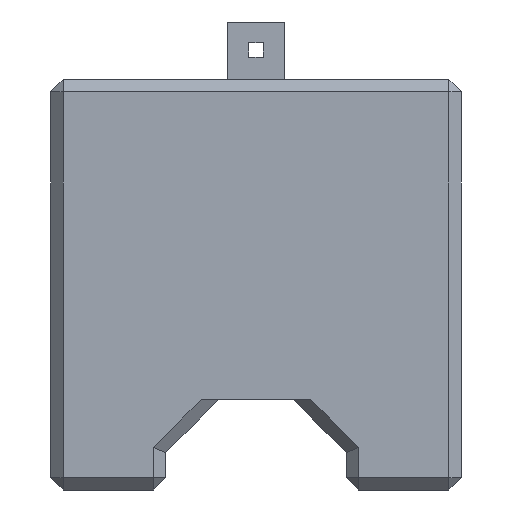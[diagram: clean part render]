
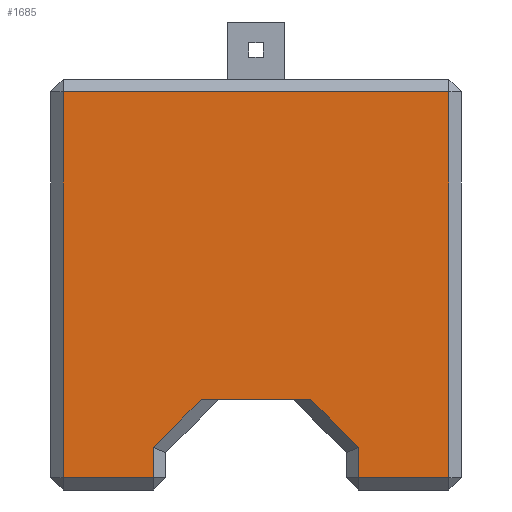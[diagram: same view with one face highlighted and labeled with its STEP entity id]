
A CAD part, left-side view. The second image highlights one B-rep face of the part: STEP entity #1685.
In plain terms, the highlighted planar face has unit normal (-1, 0, 0).
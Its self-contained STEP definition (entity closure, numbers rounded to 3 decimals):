
#2 = DIRECTION ( 'NONE',  ( 0., 1., 0. ) ) ;
#23 = VERTEX_POINT ( 'NONE', #791 ) ;
#51 = CARTESIAN_POINT ( 'NONE',  ( 0., 12.5, 5.178 ) ) ;
#61 = LINE ( 'NONE', #772, #2235 ) ;
#73 = CARTESIAN_POINT ( 'NONE',  ( 0., 1.5, 1.5 ) ) ;
#75 = EDGE_CURVE ( 'NONE', #23, #1023, #1017, .T. ) ;
#87 = VERTEX_POINT ( 'NONE', #475 ) ;
#119 = CARTESIAN_POINT ( 'NONE',  ( 0., 1.5, 48.5 ) ) ;
#165 = DIRECTION ( 'NONE',  ( 0., 0., -1. ) ) ;
#166 = DIRECTION ( 'NONE',  ( 0., -0.707, 0.707 ) ) ;
#182 = LINE ( 'NONE', #1998, #1667 ) ;
#190 = LINE ( 'NONE', #1619, #1835 ) ;
#213 = VERTEX_POINT ( 'NONE', #372 ) ;
#262 = DIRECTION ( 'NONE',  ( 0., -1., 0. ) ) ;
#270 = VERTEX_POINT ( 'NONE', #1639 ) ;
#273 = LINE ( 'NONE', #2069, #2158 ) ;
#300 = ORIENTED_EDGE ( 'NONE', *, *, #794, .T. ) ;
#306 = ORIENTED_EDGE ( 'NONE', *, *, #75, .T. ) ;
#320 = EDGE_CURVE ( 'NONE', #1465, #1981, #2336, .T. ) ;
#356 = CARTESIAN_POINT ( 'NONE',  ( 0., 48.5, 48.5 ) ) ;
#372 = CARTESIAN_POINT ( 'NONE',  ( 0., 31.678, 11. ) ) ;
#475 = CARTESIAN_POINT ( 'NONE',  ( 0., 37.5, 5.178 ) ) ;
#491 = VERTEX_POINT ( 'NONE', #51 ) ;
#495 = EDGE_CURVE ( 'NONE', #1577, #87, #61, .T. ) ;
#497 = DIRECTION ( 'NONE',  ( 1., 0., 0. ) ) ;
#505 = VERTEX_POINT ( 'NONE', #1641 ) ;
#528 = DIRECTION ( 'NONE',  ( 0., -0.707, -0.707 ) ) ;
#550 = CARTESIAN_POINT ( 'NONE',  ( 0., 1.5, 50. ) ) ;
#563 = EDGE_CURVE ( 'NONE', #1981, #505, #1210, .T. ) ;
#678 = DIRECTION ( 'NONE',  ( 0., 1., 0. ) ) ;
#709 = LINE ( 'NONE', #1793, #1598 ) ;
#732 = ORIENTED_EDGE ( 'NONE', *, *, #1681, .T. ) ;
#759 = ORIENTED_EDGE ( 'NONE', *, *, #882, .F. ) ;
#771 = EDGE_CURVE ( 'NONE', #505, #1577, #273, .T. ) ;
#772 = CARTESIAN_POINT ( 'NONE',  ( 0., 37.5, 50. ) ) ;
#788 = ORIENTED_EDGE ( 'NONE', *, *, #495, .T. ) ;
#791 = CARTESIAN_POINT ( 'NONE',  ( 0., 12.5, 1.5 ) ) ;
#794 = EDGE_CURVE ( 'NONE', #1023, #1465, #1626, .T. ) ;
#864 = CARTESIAN_POINT ( 'NONE',  ( 0., 0., 48.5 ) ) ;
#869 = PLANE ( 'NONE',  #2171 ) ;
#882 = EDGE_CURVE ( 'NONE', #270, #213, #182, .T. ) ;
#1017 = LINE ( 'NONE', #1209, #2156 ) ;
#1023 = VERTEX_POINT ( 'NONE', #73 ) ;
#1028 = FACE_OUTER_BOUND ( 'NONE', #1486, .T. ) ;
#1078 = VECTOR ( 'NONE', #165, 1000. ) ;
#1096 = ORIENTED_EDGE ( 'NONE', *, *, #1282, .T. ) ;
#1108 = DIRECTION ( 'NONE',  ( 0., 0., 1. ) ) ;
#1209 = CARTESIAN_POINT ( 'NONE',  ( 0., 0., 1.5 ) ) ;
#1210 = LINE ( 'NONE', #1596, #1078 ) ;
#1282 = EDGE_CURVE ( 'NONE', #270, #491, #2143, .T. ) ;
#1315 = VECTOR ( 'NONE', #2, 1000. ) ;
#1320 = ORIENTED_EDGE ( 'NONE', *, *, #563, .T. ) ;
#1392 = ORIENTED_EDGE ( 'NONE', *, *, #771, .T. ) ;
#1434 = VECTOR ( 'NONE', #1108, 1000. ) ;
#1465 = VERTEX_POINT ( 'NONE', #119 ) ;
#1486 = EDGE_LOOP ( 'NONE', ( #732, #759, #1096, #2310, #306, #300, #2280, #1320, #1392, #788 ) ) ;
#1520 = DIRECTION ( 'NONE',  ( 0., 0., 1. ) ) ;
#1577 = VERTEX_POINT ( 'NONE', #2106 ) ;
#1596 = CARTESIAN_POINT ( 'NONE',  ( 0., 48.5, 50. ) ) ;
#1598 = VECTOR ( 'NONE', #166, 1000. ) ;
#1619 = CARTESIAN_POINT ( 'NONE',  ( 0., 12.5, 50. ) ) ;
#1626 = LINE ( 'NONE', #550, #1434 ) ;
#1627 = EDGE_CURVE ( 'NONE', #491, #23, #190, .T. ) ;
#1639 = CARTESIAN_POINT ( 'NONE',  ( 0., 18.322, 11. ) ) ;
#1641 = CARTESIAN_POINT ( 'NONE',  ( 0., 48.5, 1.5 ) ) ;
#1667 = VECTOR ( 'NONE', #678, 1000. ) ;
#1681 = EDGE_CURVE ( 'NONE', #87, #213, #709, .T. ) ;
#1685 = ADVANCED_FACE ( 'NONE', ( #1028 ), #869, .F. ) ;
#1793 = CARTESIAN_POINT ( 'NONE',  ( 0., -3.661, 46.339 ) ) ;
#1797 = CARTESIAN_POINT ( 'NONE',  ( 0., 28.661, 21.339 ) ) ;
#1807 = DIRECTION ( 'NONE',  ( 0., 0., -1. ) ) ;
#1835 = VECTOR ( 'NONE', #1807, 1000. ) ;
#1891 = DIRECTION ( 'NONE',  ( 0., -1., 0. ) ) ;
#1981 = VERTEX_POINT ( 'NONE', #356 ) ;
#1998 = CARTESIAN_POINT ( 'NONE',  ( 0., 20.444, 11. ) ) ;
#2069 = CARTESIAN_POINT ( 'NONE',  ( 0., 36., 1.5 ) ) ;
#2106 = CARTESIAN_POINT ( 'NONE',  ( 0., 37.5, 1.5 ) ) ;
#2123 = VECTOR ( 'NONE', #528, 1000. ) ;
#2143 = LINE ( 'NONE', #1797, #2123 ) ;
#2156 = VECTOR ( 'NONE', #262, 1000. ) ;
#2158 = VECTOR ( 'NONE', #1891, 1000. ) ;
#2161 = CARTESIAN_POINT ( 'NONE',  ( 0., 0., 50. ) ) ;
#2170 = DIRECTION ( 'NONE',  ( 0., 0., -1. ) ) ;
#2171 = AXIS2_PLACEMENT_3D ( 'NONE', #2161, #497, #2170 ) ;
#2235 = VECTOR ( 'NONE', #1520, 1000. ) ;
#2280 = ORIENTED_EDGE ( 'NONE', *, *, #320, .T. ) ;
#2310 = ORIENTED_EDGE ( 'NONE', *, *, #1627, .T. ) ;
#2336 = LINE ( 'NONE', #864, #1315 ) ;
